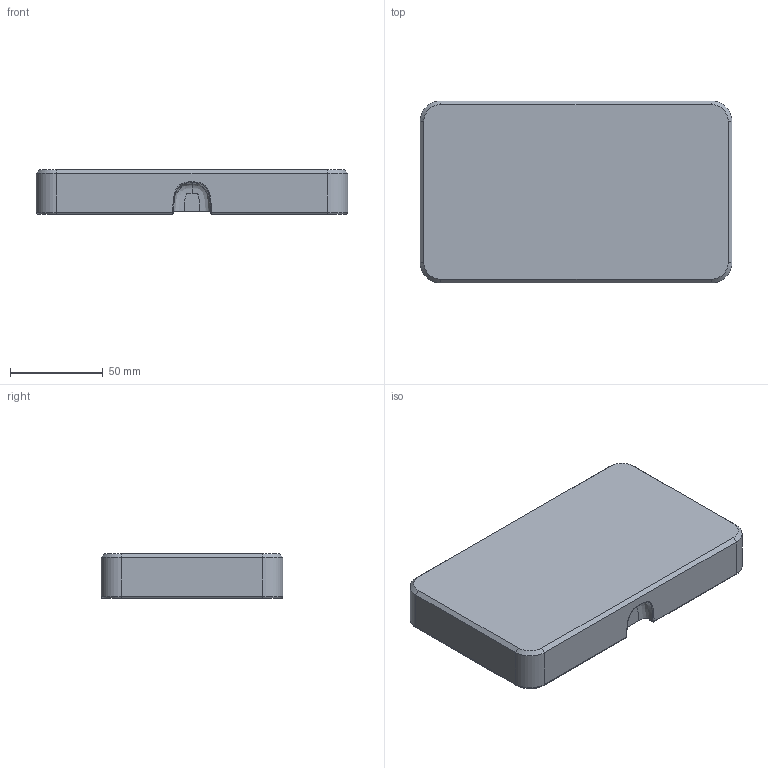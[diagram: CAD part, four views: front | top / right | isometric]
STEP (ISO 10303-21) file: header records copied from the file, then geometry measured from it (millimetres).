
FILE_DESCRIPTION(/* description */ ('STEP AP242 Edition 2','CAx-IF Rec.Pracs.---Representation and Presentation of Product Manufacturing Information (PMI)---4.0---2014-10-13','CAx-IF Rec.Pracs.---3D Tessellated Geometry---0.4---2014-09-14','2;1','CAx-IF Rec.Pracs.---User Defined Attributes---1.5---2016-08-15'),/* implementation_level */ '2;1');
FILE_NAME(/* name */ '6943fbaee95943d07568be06',/* time_stamp */ '2025-12-18T13:03:43Z',/* author */ (''),/* organization */ (''),/* preprocessor_version */ 'ST-DEVELOPER v20',/* originating_system */ 'ONSHAPE BY PTC INC, 1.208',/* authorisation */ ' ');
FILE_SCHEMA (('AP242_MANAGED_MODEL_BASED_3D_ENGINEERING_MIM_LF { 1 0 10303 442 3 1 4 }'));
Length unit declared in the file: metre
Products named in the file (1): Kit V5
Bounding box: 168 x 98 x 24 mm (x, y, z)
Volume: 173292 mm3; surface area: 74381.6 mm2
Topology: 1 solids, 1 shells, 699 faces, 1789 edges, 1114 vertices
Faces by surface type: plane 268, bspline 201, cylinder 154, torus 53, cone 18, sphere 5
Full cylindrical faces by diameter (mm): 2.8 x4, 3.5 x2, 4.4 x1, 4.95 x2, 5.85 x1, 6.5 x1, 6.6 x1, 6.7 x4, 7.3 x6, 9.3 x1, 16 x4
Entity records: 26065 total; most frequent: CARTESIAN_POINT 10769, ORIENTED_EDGE 3456, DIRECTION 2595, EDGE_CURVE 1728, VERTEX_POINT 1109, AXIS2_PLACEMENT_3D 870, LINE 855, VECTOR 855
